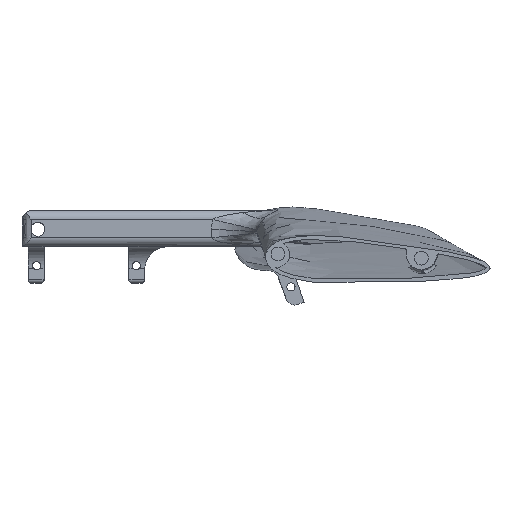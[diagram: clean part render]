
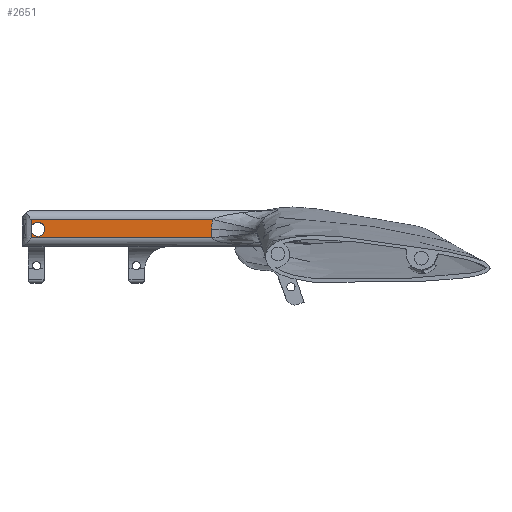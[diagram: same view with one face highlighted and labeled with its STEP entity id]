
A CAD part, left-side view. The second image highlights one B-rep face of the part: STEP entity #2651.
In plain terms, the highlighted planar face has unit normal (-1, 0, 0).
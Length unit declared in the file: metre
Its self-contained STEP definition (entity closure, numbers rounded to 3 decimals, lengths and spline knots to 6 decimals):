
#128=LINE('',#6338,#262);
#129=LINE('',#6374,#263);
#262=VECTOR('',#3177,1.);
#263=VECTOR('',#3182,1.);
#334=PLANE('',#2841);
#534=B_SPLINE_CURVE_WITH_KNOTS('',3,(#6365,#6366,#6367,#6368),
 .UNSPECIFIED.,.F.,.F.,(4,4),(0.,0.001865),.UNSPECIFIED.);
#535=B_SPLINE_CURVE_WITH_KNOTS('',3,(#6370,#6371,#6372,#6373),
 .UNSPECIFIED.,.F.,.F.,(4,4),(0.,0.002158),.UNSPECIFIED.);
#536=B_SPLINE_CURVE_WITH_KNOTS('',3,(#6376,#6377,#6378,#6379),
 .UNSPECIFIED.,.F.,.F.,(4,4),(0.,1.),.UNSPECIFIED.);
#537=B_SPLINE_CURVE_WITH_KNOTS('',3,(#6383,#6384,#6385,#6386),
 .UNSPECIFIED.,.F.,.F.,(4,4),(0.,1.),.UNSPECIFIED.);
#992=ORIENTED_EDGE('',*,*,#1734,.F.);
#993=ORIENTED_EDGE('',*,*,#1737,.F.);
#994=ORIENTED_EDGE('',*,*,#1738,.F.);
#995=ORIENTED_EDGE('',*,*,#1739,.T.);
#996=ORIENTED_EDGE('',*,*,#1740,.F.);
#997=ORIENTED_EDGE('',*,*,#1741,.T.);
#998=ORIENTED_EDGE('',*,*,#1742,.F.);
#1734=EDGE_CURVE('',#2090,#2091,#128,.T.);
#1737=EDGE_CURVE('',#2092,#2090,#534,.T.);
#1738=EDGE_CURVE('',#2043,#2092,#535,.T.);
#1739=EDGE_CURVE('',#2043,#2093,#129,.T.);
#1740=EDGE_CURVE('',#2094,#2093,#536,.T.);
#1741=EDGE_CURVE('',#2094,#2095,#2188,.F.);
#1742=EDGE_CURVE('',#2091,#2095,#537,.T.);
#2043=VERTEX_POINT('',#5352);
#2090=VERTEX_POINT('',#6337);
#2091=VERTEX_POINT('',#6339);
#2092=VERTEX_POINT('',#6369);
#2093=VERTEX_POINT('',#6375);
#2094=VERTEX_POINT('',#6380);
#2095=VERTEX_POINT('',#6382);
#2188=CIRCLE('',#2842,0.001525);
#2273=EDGE_LOOP('',(#992,#993,#994,#995,#996,#997,#998));
#2447=FACE_BOUND('',#2273,.T.);
#2651=ADVANCED_FACE('',(#2447),#334,.F.);
#2841=AXIS2_PLACEMENT_3D('',#6364,#3180,#3181);
#2842=AXIS2_PLACEMENT_3D('',#6381,#3183,#3184);
#3177=DIRECTION('',(0.,1.,0.));
#3180=DIRECTION('',(1.,0.,0.));
#3181=DIRECTION('',(0.,0.,1.));
#3182=DIRECTION('',(0.,1.,0.));
#3183=DIRECTION('',(-1.,0.,0.));
#3184=DIRECTION('',(0.,0.,1.));
#5352=CARTESIAN_POINT('',(0.067708,0.018108,0.034456));
#6337=CARTESIAN_POINT('',(0.067708,0.018367,0.030456));
#6338=CARTESIAN_POINT('',(0.067708,-0.042767,0.030456));
#6339=CARTESIAN_POINT('',(0.067708,0.058,0.030456));
#6364=CARTESIAN_POINT('',(0.067708,-0.042767,0.032456));
#6365=CARTESIAN_POINT('',(0.067708,0.018415,0.03232));
#6366=CARTESIAN_POINT('',(0.067708,0.018447,0.031697));
#6367=CARTESIAN_POINT('',(0.067708,0.018431,0.031076));
#6368=CARTESIAN_POINT('',(0.067708,0.018367,0.030456));
#6369=CARTESIAN_POINT('',(0.067708,0.018415,0.03232));
#6370=CARTESIAN_POINT('',(0.067708,0.018108,0.034456));
#6371=CARTESIAN_POINT('',(0.067708,0.018274,0.033753));
#6372=CARTESIAN_POINT('',(0.067708,0.018377,0.033041));
#6373=CARTESIAN_POINT('',(0.067708,0.018415,0.03232));
#6374=CARTESIAN_POINT('',(0.067708,-0.042767,0.034456));
#6375=CARTESIAN_POINT('',(0.067708,0.058,0.034456));
#6376=CARTESIAN_POINT('',(0.067708,0.058,0.032581));
#6377=CARTESIAN_POINT('',(0.067708,0.058,0.033206));
#6378=CARTESIAN_POINT('',(0.067708,0.058,0.033831));
#6379=CARTESIAN_POINT('',(0.067708,0.058,0.034456));
#6380=CARTESIAN_POINT('',(0.067708,0.058,0.032581));
#6381=CARTESIAN_POINT('',(0.067708,0.0565,0.032306));
#6382=CARTESIAN_POINT('',(0.067708,0.058,0.032031));
#6383=CARTESIAN_POINT('',(0.067708,0.058,0.030456));
#6384=CARTESIAN_POINT('',(0.067708,0.058,0.030981));
#6385=CARTESIAN_POINT('',(0.067708,0.058,0.031506));
#6386=CARTESIAN_POINT('',(0.067708,0.058,0.032031));
